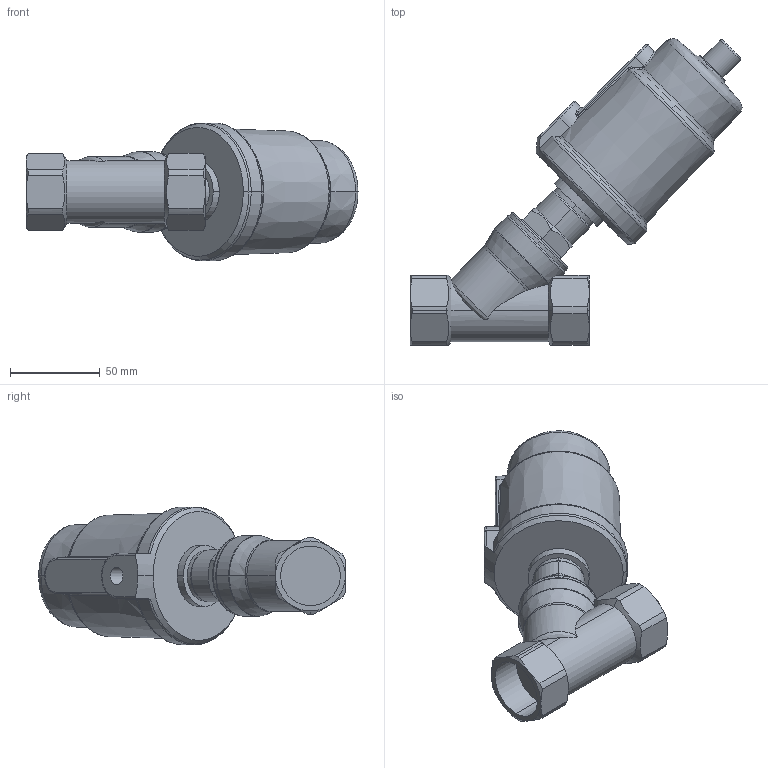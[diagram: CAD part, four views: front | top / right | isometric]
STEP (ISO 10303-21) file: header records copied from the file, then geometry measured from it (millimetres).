
FILE_DESCRIPTION (( 'STEP AP214' ), '1' );
FILE_NAME ('700 DN25 63mm.STEP', '2018-06-15T12:21:44', ( '' ), ( '' ), 'SwSTEP 2.0', 'SolidWorks 2015', '' );
FILE_SCHEMA (( 'AUTOMOTIVE_DESIGN' ));
Length unit declared in the file: millimetre
Products named in the file (4): ENG-024646; ENG-024645; ENG-024644; 700 DN25 63mm
Assembly tree (3 placements, depth 2):
  700 DN25 63mm
    ENG-024644
    ENG-024645
    ENG-024646
Bounding box: 185.09 x 171.09 x 76.88 mm (x, y, z)
Volume: 523805.5 mm3; surface area: 60966.5 mm2
Topology: 3 solids, 3 shells, 192 faces, 464 edges, 285 vertices
Faces by surface type: cylinder 63, bspline 46, plane 44, cone 38, sphere 1
Entity records: 10099 total; most frequent: CARTESIAN_POINT 3747, ORIENTED_EDGE 928, DIRECTION 783, EDGE_CURVE 464, AXIS2_PLACEMENT_3D 321, VERTEX_POINT 285, UNCERTAINTY_MEASURE_WITH_UNIT 202, EDGE_LOOP 199
